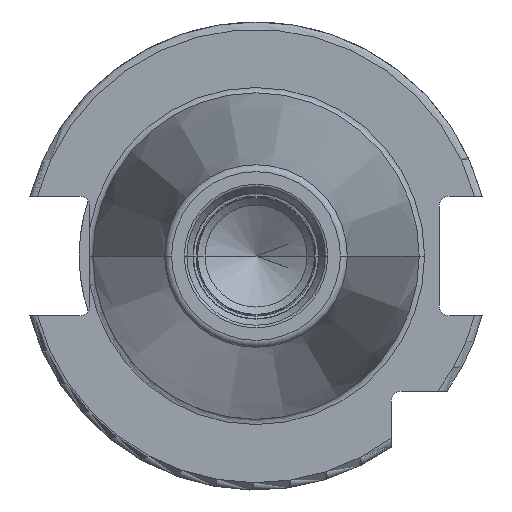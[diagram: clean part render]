
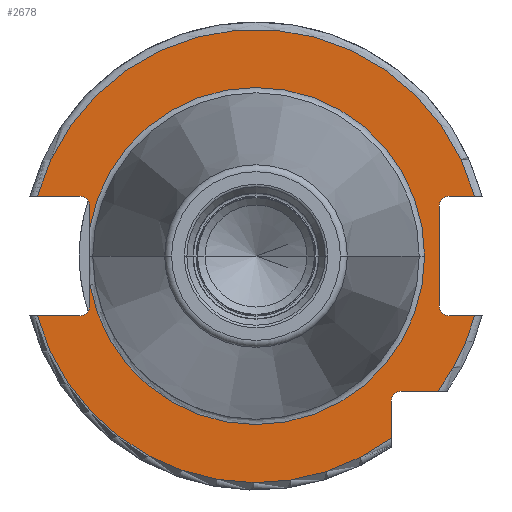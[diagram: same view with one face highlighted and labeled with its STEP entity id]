
A CAD part, left-side view. The second image highlights one B-rep face of the part: STEP entity #2678.
In plain terms, the highlighted planar face has unit normal (-1, 0, 0).
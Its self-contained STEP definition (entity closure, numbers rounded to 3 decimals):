
#105=CARTESIAN_POINT('',(3.2,22.55,-3.842));
#117=CARTESIAN_POINT('',(3.2,0.,0.));
#118=DIRECTION('',(-1.,0.,0.));
#119=DIRECTION('',(0.,0.986,-0.168));
#120=AXIS2_PLACEMENT_3D('',#117,#118,#119);
#142=CARTESIAN_POINT('',(3.2,23.9,-6.75));
#143=DIRECTION('',(1.,0.,0.));
#144=DIRECTION('',(0.,-1.,0.));
#145=AXIS2_PLACEMENT_3D('',#142,#143,#144);
#199=CARTESIAN_POINT('',(3.2,23.9,6.75));
#200=DIRECTION('',(1.,0.,0.));
#201=DIRECTION('',(0.,0.,1.));
#202=AXIS2_PLACEMENT_3D('',#199,#200,#201);
#244=CARTESIAN_POINT('',(3.2,-26.2,6.75));
#245=DIRECTION('',(1.,0.,0.));
#246=DIRECTION('',(0.,1.,0.));
#247=AXIS2_PLACEMENT_3D('',#244,#245,#246);
#550=CARTESIAN_POINT('',(3.2,-26.2,-6.75));
#551=DIRECTION('',(1.,0.,0.));
#552=DIRECTION('',(0.,0.,-1.));
#553=AXIS2_PLACEMENT_3D('',#550,#551,#552);
#617=DIRECTION('',(0.,0.,-1.));
#618=VECTOR('',#617,2.908);
#619=CARTESIAN_POINT('',(3.2,22.55,6.75));
#620=LINE('',#619,#618);
#621=DIRECTION('',(0.,-1.,0.));
#622=VECTOR('',#621,5.777);
#623=CARTESIAN_POINT('',(3.2,29.677,8.1));
#624=LINE('',#623,#622);
#625=CARTESIAN_POINT('',(3.2,0.,0.));
#626=DIRECTION('',(1.,0.,0.));
#627=DIRECTION('',(0.,0.965,0.263));
#628=AXIS2_PLACEMENT_3D('',#625,#626,#627);
#630=DIRECTION('',(0.,1.,0.));
#631=VECTOR('',#630,3.477);
#632=CARTESIAN_POINT('',(3.2,-29.677,8.1));
#633=LINE('',#632,#631);
#634=DIRECTION('',(0.,0.,1.));
#635=VECTOR('',#634,13.5);
#636=CARTESIAN_POINT('',(3.2,-24.85,-6.75));
#637=LINE('',#636,#635);
#638=DIRECTION('',(0.,1.,0.));
#639=VECTOR('',#638,3.477);
#640=CARTESIAN_POINT('',(3.2,-29.677,-8.1));
#641=LINE('',#640,#639);
#642=CARTESIAN_POINT('',(3.2,0.,0.));
#643=DIRECTION('',(-1.,0.,0.));
#644=DIRECTION('',(0.,-0.803,-0.597));
#645=AXIS2_PLACEMENT_3D('',#642,#643,#644);
#647=DIRECTION('',(0.,-1.,0.));
#648=VECTOR('',#647,4.99);
#649=CARTESIAN_POINT('',(3.2,-19.7,-18.35));
#650=LINE('',#649,#648);
#651=DIRECTION('',(0.,0.,1.));
#652=VECTOR('',#651,4.99);
#653=CARTESIAN_POINT('',(3.2,-18.35,-24.69));
#654=LINE('',#653,#652);
#655=CARTESIAN_POINT('',(3.2,0.,0.));
#656=DIRECTION('',(-1.,0.,0.));
#657=DIRECTION('',(0.,0.965,-0.263));
#658=AXIS2_PLACEMENT_3D('',#655,#656,#657);
#660=DIRECTION('',(0.,-1.,0.));
#661=VECTOR('',#660,5.777);
#662=CARTESIAN_POINT('',(3.2,29.677,-8.1));
#663=LINE('',#662,#661);
#664=DIRECTION('',(0.,0.,-1.));
#665=VECTOR('',#664,2.908);
#666=CARTESIAN_POINT('',(3.2,22.55,-3.842));
#667=LINE('',#666,#665);
#677=CARTESIAN_POINT('',(3.2,29.677,8.1));
#684=CARTESIAN_POINT('',(3.2,-29.677,8.1));
#1104=CARTESIAN_POINT('',(3.2,29.677,-8.1));
#1140=CARTESIAN_POINT('',(3.2,-29.677,-8.1));
#1167=CARTESIAN_POINT('',(3.2,-19.7,-19.7));
#1168=DIRECTION('',(1.,0.,0.));
#1169=DIRECTION('',(0.,1.,0.));
#1170=AXIS2_PLACEMENT_3D('',#1167,#1168,#1169);
#1238=CARTESIAN_POINT('',(3.2,22.55,3.842));
#1249=CARTESIAN_POINT('',(3.2,0.,0.));
#1250=DIRECTION('',(1.,0.,0.));
#1251=DIRECTION('',(0.,0.986,0.168));
#1252=AXIS2_PLACEMENT_3D('',#1249,#1250,#1251);
#1472=CARTESIAN_POINT('',(3.2,-22.875,0.));
#1474=VERTEX_POINT('',#1472);
#1614=VERTEX_POINT('',#1238);
#1616=VERTEX_POINT('',#105);
#1619=VERTEX_POINT('',#677);
#1620=VERTEX_POINT('',#684);
#1623=VERTEX_POINT('',#1104);
#1624=VERTEX_POINT('',#1140);
#1639=CARTESIAN_POINT('',(3.2,-18.35,-24.69));
#1640=VERTEX_POINT('',#1639);
#1642=CARTESIAN_POINT('',(3.2,23.9,-8.1));
#1644=VERTEX_POINT('',#1642);
#1646=CARTESIAN_POINT('',(3.2,23.9,8.1));
#1648=VERTEX_POINT('',#1646);
#1650=CARTESIAN_POINT('',(3.2,-24.85,-6.75));
#1652=VERTEX_POINT('',#1650);
#1654=CARTESIAN_POINT('',(3.2,-26.2,-8.1));
#1656=VERTEX_POINT('',#1654);
#1658=CARTESIAN_POINT('',(3.2,-26.2,8.1));
#1660=VERTEX_POINT('',#1658);
#1662=CARTESIAN_POINT('',(3.2,-24.85,6.75));
#1664=VERTEX_POINT('',#1662);
#1671=CARTESIAN_POINT('',(3.2,22.55,6.75));
#1672=VERTEX_POINT('',#1671);
#1673=CARTESIAN_POINT('',(3.2,22.55,-6.75));
#1674=VERTEX_POINT('',#1673);
#1675=CARTESIAN_POINT('',(3.2,-19.7,-18.35));
#1676=CARTESIAN_POINT('',(3.2,-24.69,-18.35));
#1677=VERTEX_POINT('',#1675);
#1678=VERTEX_POINT('',#1676);
#1679=CARTESIAN_POINT('',(3.2,-18.35,-19.7));
#1680=VERTEX_POINT('',#1679);
#2645=CARTESIAN_POINT('',(3.2,0.,0.));
#2646=DIRECTION('',(1.,0.,0.));
#2647=DIRECTION('',(0.,-1.,0.));
#2648=AXIS2_PLACEMENT_3D('',#2645,#2646,#2647);
#2649=PLANE('',#2648);
#2650=ORIENTED_EDGE('',*,*,#1944,.F.);
#2651=ORIENTED_EDGE('',*,*,#2030,.F.);
#2652=ORIENTED_EDGE('',*,*,#2065,.F.);
#2654=ORIENTED_EDGE('',*,*,#2653,.T.);
#2655=ORIENTED_EDGE('',*,*,#2091,.T.);
#2656=ORIENTED_EDGE('',*,*,#2127,.F.);
#2657=ORIENTED_EDGE('',*,*,#2143,.F.);
#2658=ORIENTED_EDGE('',*,*,#2544,.F.);
#2659=ORIENTED_EDGE('',*,*,#2578,.F.);
#2661=ORIENTED_EDGE('',*,*,#2660,.F.);
#2663=ORIENTED_EDGE('',*,*,#2662,.F.);
#2665=ORIENTED_EDGE('',*,*,#2664,.F.);
#2667=ORIENTED_EDGE('',*,*,#2666,.F.);
#2669=ORIENTED_EDGE('',*,*,#2668,.F.);
#2670=ORIENTED_EDGE('',*,*,#2618,.T.);
#2671=ORIENTED_EDGE('',*,*,#1962,.F.);
#2672=ORIENTED_EDGE('',*,*,#1949,.F.);
#2673=ORIENTED_EDGE('',*,*,#1916,.T.);
#2675=ORIENTED_EDGE('',*,*,#2674,.F.);
#2676=EDGE_LOOP('',(#2650,#2651,#2652,#2654,#2655,#2656,#2657,#2658,#2659,#2661,
#2663,#2665,#2667,#2669,#2670,#2671,#2672,#2673,#2675));
#2677=FACE_OUTER_BOUND('',#2676,.F.);
#2678=ADVANCED_FACE('',(#2677),#2649,.F.);
#121=CIRCLE('',#120,22.875);
#146=CIRCLE('',#145,1.35);
#203=CIRCLE('',#202,1.35);
#248=CIRCLE('',#247,1.35);
#554=CIRCLE('',#553,1.35);
#629=CIRCLE('',#628,30.763);
#646=CIRCLE('',#645,30.763);
#659=CIRCLE('',#658,30.763);
#1171=CIRCLE('',#1170,1.35);
#1253=CIRCLE('',#1252,22.875);
#1916=EDGE_CURVE('',#1616,#1474,#121,.T.);
#1944=EDGE_CURVE('',#1672,#1614,#620,.T.);
#1949=EDGE_CURVE('',#1616,#1674,#667,.T.);
#1962=EDGE_CURVE('',#1674,#1644,#146,.T.);
#2030=EDGE_CURVE('',#1648,#1672,#203,.T.);
#2065=EDGE_CURVE('',#1619,#1648,#624,.T.);
#2091=EDGE_CURVE('',#1620,#1660,#633,.T.);
#2127=EDGE_CURVE('',#1664,#1660,#248,.T.);
#2143=EDGE_CURVE('',#1652,#1664,#637,.T.);
#2544=EDGE_CURVE('',#1656,#1652,#554,.T.);
#2578=EDGE_CURVE('',#1624,#1656,#641,.T.);
#2618=EDGE_CURVE('',#1623,#1644,#663,.T.);
#2653=EDGE_CURVE('',#1619,#1620,#629,.T.);
#2660=EDGE_CURVE('',#1678,#1624,#646,.T.);
#2662=EDGE_CURVE('',#1677,#1678,#650,.T.);
#2664=EDGE_CURVE('',#1680,#1677,#1171,.T.);
#2666=EDGE_CURVE('',#1640,#1680,#654,.T.);
#2668=EDGE_CURVE('',#1623,#1640,#659,.T.);
#2674=EDGE_CURVE('',#1614,#1474,#1253,.T.);
